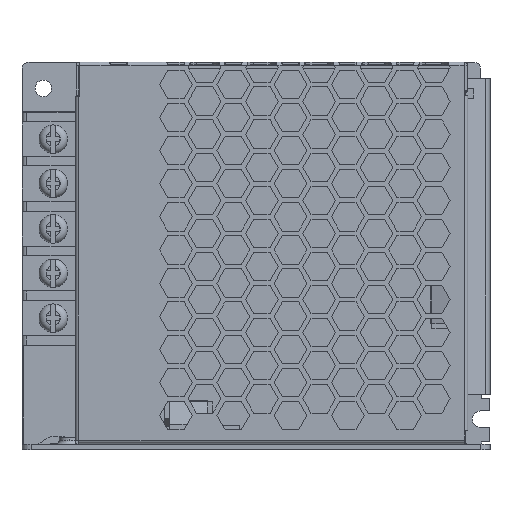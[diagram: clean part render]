
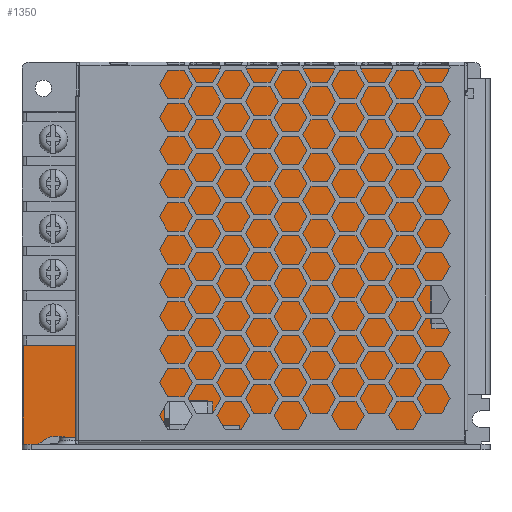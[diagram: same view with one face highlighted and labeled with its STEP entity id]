
A CAD part, top view. The second image highlights one B-rep face of the part: STEP entity #1350.
In plain terms, the highlighted planar face has unit normal (0, 0, 1).
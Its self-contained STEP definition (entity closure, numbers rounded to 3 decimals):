
#240=CARTESIAN_POINT('',(0.,0.,0.));
#250=DIRECTION('',(0.,0.,1.));
#260=DIRECTION('',(1.,0.,0.));
#270=AXIS2_PLACEMENT_3D('',#240,#250,#260);
#280=PLANE('',#270);
#290=CARTESIAN_POINT('',(0.,225.525,-0.));
#300=DIRECTION('',(-1.,0.,0.));
#310=VECTOR('',#300,1.);
#320=LINE('',#290,#310);
#330=CARTESIAN_POINT('',(-255.007,225.525,0.));
#340=VERTEX_POINT('',#330);
#350=CARTESIAN_POINT('',(-269.417,225.525,
0.));
#360=VERTEX_POINT('',#350);
#370=EDGE_CURVE('',#340,#360,#320,.T.);
#380=ORIENTED_EDGE('',*,*,#370,.T.);
#390=CARTESIAN_POINT('',(-255.007,0.,0.));
#400=DIRECTION('',(-0.,1.,0.));
#410=VECTOR('',#400,1.);
#420=LINE('',#390,#410);
#430=CARTESIAN_POINT('',(-255.007,274.775,0.));
#440=VERTEX_POINT('',#430);
#450=EDGE_CURVE('',#340,#440,#420,.T.);
#460=ORIENTED_EDGE('',*,*,#450,.F.);
#470=CARTESIAN_POINT('',(0.,274.775,-0.));
#480=DIRECTION('',(-1.,0.,0.));
#490=VECTOR('',#480,1.);
#500=LINE('',#470,#490);
#510=CARTESIAN_POINT('',(-269.417,274.775,0.));
#520=VERTEX_POINT('',#510);
#530=EDGE_CURVE('',#440,#520,#500,.T.);
#540=ORIENTED_EDGE('',*,*,#530,.F.);
#550=CARTESIAN_POINT('',(-269.417,0.,0.));
#560=DIRECTION('',(0.,-1.,0.));
#570=VECTOR('',#560,1.);
#580=LINE('',#550,#570);
#590=CARTESIAN_POINT('',(-269.417,275.025,0.));
#600=VERTEX_POINT('',#590);
#610=EDGE_CURVE('',#600,#520,#580,.T.);
#620=ORIENTED_EDGE('',*,*,#610,.T.);
#630=CARTESIAN_POINT('',(60.,275.025,0.));
#640=DIRECTION('',(1.,0.,0.));
#650=VECTOR('',#640,1.);
#660=LINE('',#630,#650);
#670=CARTESIAN_POINT('',(-257.934,275.025,0.));
#680=VERTEX_POINT('',#670);
#690=EDGE_CURVE('',#600,#680,#660,.T.);
#700=ORIENTED_EDGE('',*,*,#690,.F.);
#710=CARTESIAN_POINT('',(-257.934,-15.,0.));
#720=DIRECTION('',(0.,-1.,0.));
#730=VECTOR('',#720,1.);
#740=LINE('',#710,#730);
#750=CARTESIAN_POINT('',(-257.934,284.025,0.));
#760=VERTEX_POINT('',#750);
#770=EDGE_CURVE('',#760,#680,#740,.T.);
#780=ORIENTED_EDGE('',*,*,#770,.T.);
#790=CARTESIAN_POINT('',(0.,284.025,0.));
#800=DIRECTION('',(-1.,0.,0.));
#810=VECTOR('',#800,1.);
#820=LINE('',#790,#810);
#830=CARTESIAN_POINT('',(-177.417,284.025,0.));
#840=VERTEX_POINT('',#830);
#850=EDGE_CURVE('',#840,#760,#820,.T.);
#860=ORIENTED_EDGE('',*,*,#850,.T.);
#870=CARTESIAN_POINT('',(-177.417,0.,0.));
#880=DIRECTION('',(0.,1.,0.));
#890=VECTOR('',#880,1.);
#900=LINE('',#870,#890);
#910=CARTESIAN_POINT('',(-177.417,204.625,0.));
#920=VERTEX_POINT('',#910);
#930=EDGE_CURVE('',#920,#840,#900,.T.);
#940=ORIENTED_EDGE('',*,*,#930,.T.);
#950=CARTESIAN_POINT('',(0.,204.625,0.));
#960=DIRECTION('',(1.,0.,0.));
#970=VECTOR('',#960,1.);
#980=LINE('',#950,#970);
#990=CARTESIAN_POINT('',(-223.617,204.625,0.));
#1000=VERTEX_POINT('',#990);
#1010=EDGE_CURVE('',#1000,#920,#980,.T.);
#1020=ORIENTED_EDGE('',*,*,#1010,.T.);
#1030=CARTESIAN_POINT('',(-223.617,0.,0.));
#1040=DIRECTION('',(0.,1.,0.));
#1050=VECTOR('',#1040,1.);
#1060=LINE('',#1030,#1050);
#1070=CARTESIAN_POINT('',(-223.617,208.687,0.));
#1080=VERTEX_POINT('',#1070);
#1090=EDGE_CURVE('',#1000,#1080,#1060,.T.);
#1100=ORIENTED_EDGE('',*,*,#1090,.F.);
#1110=CARTESIAN_POINT('',(0.,208.687,0.));
#1120=DIRECTION('',(-1.,0.,0.));
#1130=VECTOR('',#1120,1.);
#1140=LINE('',#1110,#1130);
#1150=CARTESIAN_POINT('',(-254.417,208.687,0.));
#1160=VERTEX_POINT('',#1150);
#1170=EDGE_CURVE('',#1080,#1160,#1140,.T.);
#1180=ORIENTED_EDGE('',*,*,#1170,.F.);
#1190=CARTESIAN_POINT('',(-254.417,0.,0.));
#1200=DIRECTION('',(0.,-1.,0.));
#1210=VECTOR('',#1200,1.);
#1220=LINE('',#1190,#1210);
#1230=CARTESIAN_POINT('',(-254.417,204.625,0.));
#1240=VERTEX_POINT('',#1230);
#1250=EDGE_CURVE('',#1160,#1240,#1220,.T.);
#1260=ORIENTED_EDGE('',*,*,#1250,.F.);
#1270=CARTESIAN_POINT('',(-269.417,204.625,0.));
#1280=VERTEX_POINT('',#1270);
#1290=EDGE_CURVE('',#1280,#1240,#980,.T.);
#1300=ORIENTED_EDGE('',*,*,#1290,.T.);
#1310=EDGE_CURVE('',#360,#1280,#580,.T.);
#1320=ORIENTED_EDGE('',*,*,#1310,.T.);
#1330=EDGE_LOOP('',(#1320,#1300,#1260,#1180,#1100,#1020,#940,#860,#780,
#700,#620,#540,#460,#380));
#1340=FACE_OUTER_BOUND('',#1330,.T.);
#1350=ADVANCED_FACE('',(#1340),#280,.T.);
